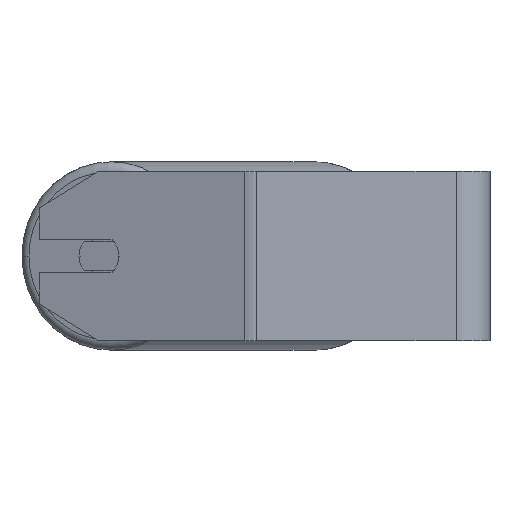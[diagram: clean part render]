
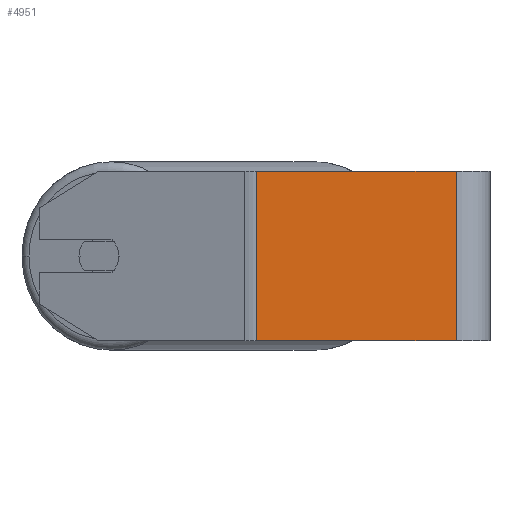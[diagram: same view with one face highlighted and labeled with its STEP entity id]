
A CAD part, left-side view. The second image highlights one B-rep face of the part: STEP entity #4951.
In plain terms, the highlighted planar face has unit normal (-1, 0, 0).
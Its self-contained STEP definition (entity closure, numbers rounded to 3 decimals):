
#42 = ORIENTED_EDGE ( 'NONE', *, *, #942, .F. ) ;
#75 = LINE ( 'NONE', #2725, #3266 ) ;
#116 = CARTESIAN_POINT ( 'NONE',  ( -330., 16., 40. ) ) ;
#201 = EDGE_LOOP ( 'NONE', ( #1493, #6796, #42, #5810 ) ) ;
#434 = EDGE_CURVE ( 'NONE', #3694, #1071, #2086, .T. ) ;
#480 = CARTESIAN_POINT ( 'NONE',  ( -330., 16., 40. ) ) ;
#696 = CARTESIAN_POINT ( 'NONE',  ( -330., 110.185, 40. ) ) ;
#837 = VECTOR ( 'NONE', #4342, 1000. ) ;
#942 = EDGE_CURVE ( 'NONE', #3694, #2969, #4417, .T. ) ;
#1011 = LINE ( 'NONE', #480, #837 ) ;
#1071 = VERTEX_POINT ( 'NONE', #4455 ) ;
#1093 = DIRECTION ( 'NONE',  ( 0., -1., 0. ) ) ;
#1274 = EDGE_CURVE ( 'NONE', #2969, #2410, #1011, .T. ) ;
#1493 = ORIENTED_EDGE ( 'NONE', *, *, #4698, .T. ) ;
#1552 = FACE_OUTER_BOUND ( 'NONE', #201, .T. ) ;
#2086 = LINE ( 'NONE', #6525, #3987 ) ;
#2410 = VERTEX_POINT ( 'NONE', #2534 ) ;
#2534 = CARTESIAN_POINT ( 'NONE',  ( -330., 16., -40. ) ) ;
#2725 = CARTESIAN_POINT ( 'NONE',  ( -330., 113.006, -40. ) ) ;
#2969 = VERTEX_POINT ( 'NONE', #116 ) ;
#3266 = VECTOR ( 'NONE', #4888, 1000. ) ;
#3283 = DIRECTION ( 'NONE',  ( 0., 0., -1. ) ) ;
#3608 = CARTESIAN_POINT ( 'NONE',  ( -330., 113.006, 40. ) ) ;
#3694 = VERTEX_POINT ( 'NONE', #696 ) ;
#3782 = CARTESIAN_POINT ( 'NONE',  ( -330., 113.006, 40. ) ) ;
#3987 = VECTOR ( 'NONE', #3283, 1000. ) ;
#4070 = AXIS2_PLACEMENT_3D ( 'NONE', #3608, #4245, #5769 ) ;
#4245 = DIRECTION ( 'NONE',  ( 1., 0., 0. ) ) ;
#4342 = DIRECTION ( 'NONE',  ( 0., 0., -1. ) ) ;
#4417 = LINE ( 'NONE', #3782, #5128 ) ;
#4455 = CARTESIAN_POINT ( 'NONE',  ( -330., 110.185, -40. ) ) ;
#4698 = EDGE_CURVE ( 'NONE', #1071, #2410, #75, .T. ) ;
#4888 = DIRECTION ( 'NONE',  ( 0., -1., 0. ) ) ;
#4951 = ADVANCED_FACE ( 'NONE', ( #1552 ), #6937, .F. ) ;
#5128 = VECTOR ( 'NONE', #1093, 1000. ) ;
#5769 = DIRECTION ( 'NONE',  ( 0., 0., -1. ) ) ;
#5810 = ORIENTED_EDGE ( 'NONE', *, *, #434, .T. ) ;
#6525 = CARTESIAN_POINT ( 'NONE',  ( -330., 110.185, 40. ) ) ;
#6796 = ORIENTED_EDGE ( 'NONE', *, *, #1274, .F. ) ;
#6937 = PLANE ( 'NONE',  #4070 ) ;
